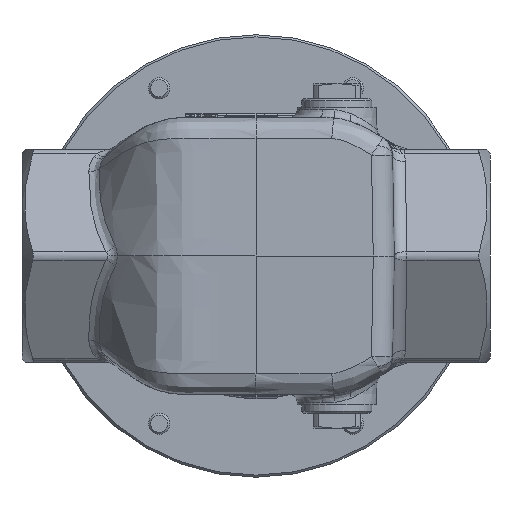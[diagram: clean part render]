
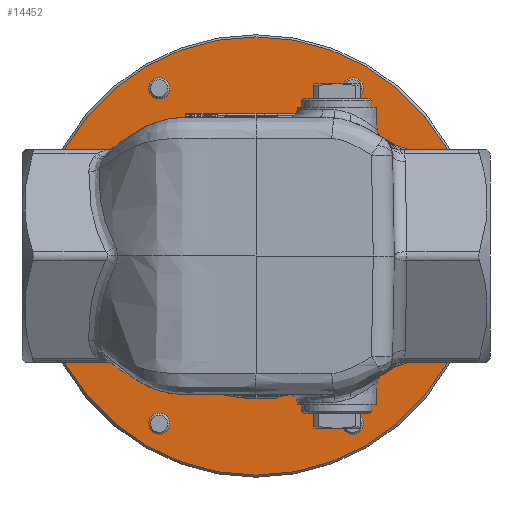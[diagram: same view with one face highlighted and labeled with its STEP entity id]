
A CAD part, front view. The second image highlights one B-rep face of the part: STEP entity #14452.
In plain terms, the highlighted planar face has unit normal (0, -1, 0).
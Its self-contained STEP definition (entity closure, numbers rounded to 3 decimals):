
#209=FACE_BOUND('',#5165,.T.);
#210=FACE_BOUND('',#5166,.T.);
#211=FACE_BOUND('',#5167,.T.);
#212=FACE_BOUND('',#5168,.T.);
#213=FACE_BOUND('',#5169,.T.);
#214=FACE_BOUND('',#5170,.T.);
#215=FACE_BOUND('',#5171,.T.);
#4212=FACE_OUTER_BOUND('',#5164,.T.);
#5164=EDGE_LOOP('',(#12457));
#5165=EDGE_LOOP('',(#12458));
#5166=EDGE_LOOP('',(#12459));
#5167=EDGE_LOOP('',(#12460));
#5168=EDGE_LOOP('',(#12461));
#5169=EDGE_LOOP('',(#12462));
#5170=EDGE_LOOP('',(#12463));
#5171=EDGE_LOOP('',(#12464));
#5461=CIRCLE('',#14709,32.5);
#5494=CIRCLE('',#14787,2.5);
#5500=CIRCLE('',#14806,2.5);
#5506=CIRCLE('',#14825,2.5);
#5512=CIRCLE('',#14844,2.5);
#5518=CIRCLE('',#14863,2.5);
#5524=CIRCLE('',#14882,2.5);
#5738=CIRCLE('',#15395,51.5);
#5899=VERTEX_POINT('',#18388);
#6071=VERTEX_POINT('',#20999);
#6089=VERTEX_POINT('',#21066);
#6107=VERTEX_POINT('',#21133);
#6125=VERTEX_POINT('',#21200);
#6143=VERTEX_POINT('',#21267);
#6161=VERTEX_POINT('',#21334);
#6865=VERTEX_POINT('',#36027);
#7270=EDGE_CURVE('',#5899,#5899,#5461,.T.);
#7483=EDGE_CURVE('',#6071,#6071,#5494,.T.);
#7507=EDGE_CURVE('',#6089,#6089,#5500,.T.);
#7531=EDGE_CURVE('',#6107,#6107,#5506,.T.);
#7555=EDGE_CURVE('',#6125,#6125,#5512,.T.);
#7579=EDGE_CURVE('',#6143,#6143,#5518,.T.);
#7603=EDGE_CURVE('',#6161,#6161,#5524,.T.);
#8797=EDGE_CURVE('',#6865,#6865,#5738,.T.);
#12457=ORIENTED_EDGE('',*,*,#8797,.F.);
#12458=ORIENTED_EDGE('',*,*,#7483,.T.);
#12459=ORIENTED_EDGE('',*,*,#7507,.T.);
#12460=ORIENTED_EDGE('',*,*,#7531,.T.);
#12461=ORIENTED_EDGE('',*,*,#7555,.T.);
#12462=ORIENTED_EDGE('',*,*,#7579,.T.);
#12463=ORIENTED_EDGE('',*,*,#7603,.T.);
#12464=ORIENTED_EDGE('',*,*,#7270,.F.);
#13736=PLANE('',#15396);
#14452=ADVANCED_FACE('',(#4212,#209,#210,#211,#212,#213,#214,#215),#13736,
 .T.);
#14709=AXIS2_PLACEMENT_3D('',#18389,#15732,#15733);
#14787=AXIS2_PLACEMENT_3D('',#21000,#15931,#15932);
#14806=AXIS2_PLACEMENT_3D('',#21067,#15981,#15982);
#14825=AXIS2_PLACEMENT_3D('',#21134,#16031,#16032);
#14844=AXIS2_PLACEMENT_3D('',#21201,#16081,#16082);
#14863=AXIS2_PLACEMENT_3D('',#21268,#16131,#16132);
#14882=AXIS2_PLACEMENT_3D('',#21335,#16181,#16182);
#15395=AXIS2_PLACEMENT_3D('',#36028,#17449,#17450);
#15396=AXIS2_PLACEMENT_3D('',#36029,#17451,#17452);
#15732=DIRECTION('center_axis',(0.,-1.,0.));
#15733=DIRECTION('ref_axis',(1.,0.,0.));
#15931=DIRECTION('center_axis',(0.,1.,0.));
#15932=DIRECTION('ref_axis',(1.,0.,0.));
#15981=DIRECTION('center_axis',(0.,1.,0.));
#15982=DIRECTION('ref_axis',(1.,0.,0.));
#16031=DIRECTION('center_axis',(0.,1.,0.));
#16032=DIRECTION('ref_axis',(1.,0.,0.));
#16081=DIRECTION('center_axis',(0.,1.,0.));
#16082=DIRECTION('ref_axis',(1.,0.,0.));
#16131=DIRECTION('center_axis',(0.,1.,0.));
#16132=DIRECTION('ref_axis',(1.,0.,0.));
#16181=DIRECTION('center_axis',(0.,1.,0.));
#16182=DIRECTION('ref_axis',(1.,0.,0.));
#17449=DIRECTION('center_axis',(0.,1.,0.));
#17450=DIRECTION('ref_axis',(-1.,0.,0.));
#17451=DIRECTION('center_axis',(0.,-1.,0.));
#17452=DIRECTION('ref_axis',(0.,0.,1.));
#18388=CARTESIAN_POINT('',(-32.5,40.,0.));
#18389=CARTESIAN_POINT('Origin',(0.,40.,0.));
#20999=CARTESIAN_POINT('',(20.25,40.,-39.404));
#21000=CARTESIAN_POINT('Origin',(22.75,40.,-39.404));
#21066=CARTESIAN_POINT('',(-25.25,40.,-39.404));
#21067=CARTESIAN_POINT('Origin',(-22.75,40.,-39.404));
#21133=CARTESIAN_POINT('',(-48.,40.,0.));
#21134=CARTESIAN_POINT('Origin',(-45.5,40.,0.));
#21200=CARTESIAN_POINT('',(-25.25,40.,39.404));
#21201=CARTESIAN_POINT('Origin',(-22.75,40.,39.404));
#21267=CARTESIAN_POINT('',(20.25,40.,39.404));
#21268=CARTESIAN_POINT('Origin',(22.75,40.,39.404));
#21334=CARTESIAN_POINT('',(43.,40.,0.));
#21335=CARTESIAN_POINT('Origin',(45.5,40.,0.));
#36027=CARTESIAN_POINT('',(51.5,40.,0.));
#36028=CARTESIAN_POINT('Origin',(0.,40.,
0.));
#36029=CARTESIAN_POINT('Origin',(41.,40.,0.));
